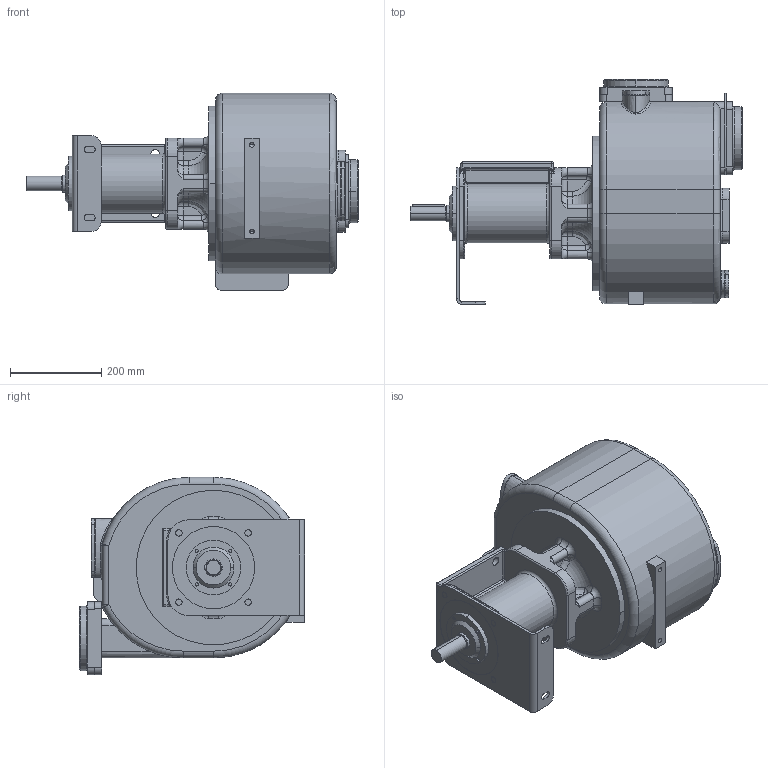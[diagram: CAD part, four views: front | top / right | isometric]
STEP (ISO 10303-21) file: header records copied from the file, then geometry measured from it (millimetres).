
FILE_DESCRIPTION((''),'2;1');
FILE_NAME('S121_K_B','2022-02-08T10:28:07',('Nicola'),(''),'CREO PARAMETRIC BY PTC INC, 2020354','CREO PARAMETRIC BY PTC INC, 2020354','');
FILE_SCHEMA(('CONFIG_CONTROL_DESIGN'));
Length unit declared in the file: millimetre
Products named in the file (1): S121_K_B
Bounding box: 729.5 x 494.5 x 434 mm (x, y, z)
Volume: 48621077.4 mm3; surface area: 1277620.8 mm2
Topology: 2 solids, 2 shells, 617 faces, 1431 edges, 863 vertices
Faces by surface type: cylinder 258, plane 185, torus 64, bspline 52, sphere 34, cone 20, extrusion 4
Entity records: 25958 total; most frequent: CARTESIAN_POINT 11828, DIRECTION 3134, ORIENTED_EDGE 2846, EDGE_CURVE 1423, AXIS2_PLACEMENT_3D 1291, VERTEX_POINT 863, CIRCLE 726, EDGE_LOOP 682
